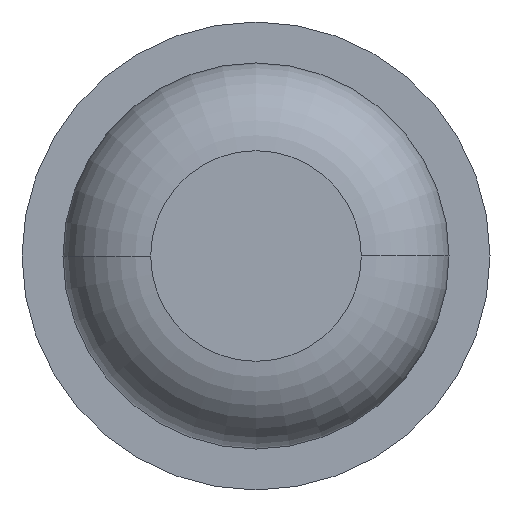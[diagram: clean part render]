
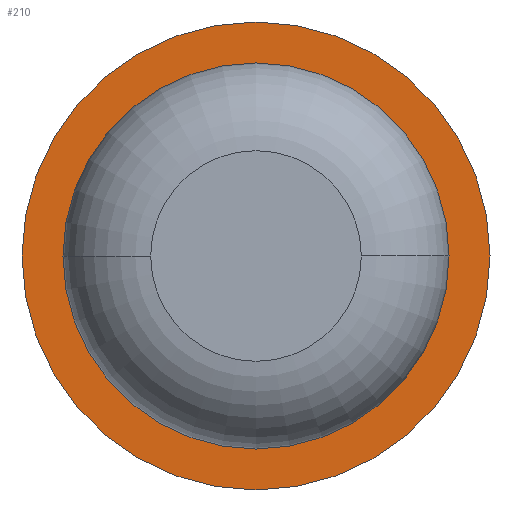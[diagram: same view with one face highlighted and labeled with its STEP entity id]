
A CAD part, front view. The second image highlights one B-rep face of the part: STEP entity #210.
In plain terms, the highlighted planar face has unit normal (0, -1, 0).
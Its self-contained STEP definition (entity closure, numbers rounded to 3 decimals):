
#56 = DIRECTION ( 'NONE',  ( 0., 1., 0. ) ) ;
#210 = ADVANCED_FACE ( 'Defeature ausgef�hrt1_17', ( #1394, #2047 ), #324, .F. ) ;
#324 = PLANE ( 'NONE',  #4189 ) ;
#659 = ORIENTED_EDGE ( 'NONE', *, *, #3160, .T. ) ;
#662 = CARTESIAN_POINT ( 'NONE',  ( 0.825, -6., 0. ) ) ;
#667 = DIRECTION ( 'NONE',  ( 0., 1., 0. ) ) ;
#695 = ORIENTED_EDGE ( 'NONE', *, *, #1023, .T. ) ;
#836 = CARTESIAN_POINT ( 'NONE',  ( 0., -6., 0. ) ) ;
#999 = VERTEX_POINT ( 'NONE', #1481 ) ;
#1009 = CIRCLE ( 'NONE', #2014, 1. ) ;
#1023 = EDGE_CURVE ( 'Defeature ausgef�hrt1_17+Defeature ausgef�hrt1_12+Defeature ausgef�hrt1_12+Defeature ausgef�hrt1_12', #2587, #999, #3413, .T. ) ;
#1053 = DIRECTION ( 'NONE',  ( -1., 0., 0. ) ) ;
#1055 = AXIS2_PLACEMENT_3D ( 'NONE', #1895, #3552, #1224 ) ;
#1069 = EDGE_CURVE ( 'Defeature ausgef�hrt1_18+Defeature ausgef�hrt1_17+Defeature ausgef�hrt1_17+Defeature ausgef�hrt1_17', #2023, #1286, #1729, .T. ) ;
#1224 = DIRECTION ( 'NONE',  ( -1., 0., 0. ) ) ;
#1286 = VERTEX_POINT ( 'NONE', #3507 ) ;
#1322 = DIRECTION ( 'NONE',  ( -1., 0., 0. ) ) ;
#1335 = CARTESIAN_POINT ( 'NONE',  ( 0., -6., 0. ) ) ;
#1394 = FACE_OUTER_BOUND ( 'NONE', #1661, .T. ) ;
#1481 = CARTESIAN_POINT ( 'NONE',  ( 0.825, -6., 0. ) ) ;
#1523 = AXIS2_PLACEMENT_3D ( 'NONE', #836, #667, #3328 ) ;
#1661 = EDGE_LOOP ( 'NONE', ( #1809, #3338 ) ) ;
#1729 = CIRCLE ( 'NONE', #1523, 1. ) ;
#1809 = ORIENTED_EDGE ( 'NONE', *, *, #3468, .F. ) ;
#1895 = CARTESIAN_POINT ( 'NONE',  ( 0., -6., 0. ) ) ;
#2014 = AXIS2_PLACEMENT_3D ( 'NONE', #3837, #3853, #2210 ) ;
#2023 = VERTEX_POINT ( 'NONE', #2083 ) ;
#2047 = FACE_BOUND ( 'NONE', #3233, .T. ) ;
#2083 = CARTESIAN_POINT ( 'NONE',  ( 1., -6., 0. ) ) ;
#2210 = DIRECTION ( 'NONE',  ( -1., 0., 0. ) ) ;
#2384 = AXIS2_PLACEMENT_3D ( 'NONE', #1335, #56, #1322 ) ;
#2587 = VERTEX_POINT ( 'NONE', #2694 ) ;
#2694 = CARTESIAN_POINT ( 'NONE',  ( -0.825, -6., 0. ) ) ;
#3160 = EDGE_CURVE ( 'Defeature ausgef�hrt1_17+Defeature ausgef�hrt1_12+Defeature ausgef�hrt1_12+Defeature ausgef�hrt1_12', #999, #2587, #3754, .T. ) ;
#3233 = EDGE_LOOP ( 'NONE', ( #695, #659 ) ) ;
#3321 = DIRECTION ( 'NONE',  ( 0., 1., 0. ) ) ;
#3328 = DIRECTION ( 'NONE',  ( -1., 0., 0. ) ) ;
#3338 = ORIENTED_EDGE ( 'NONE', *, *, #1069, .F. ) ;
#3413 = CIRCLE ( 'NONE', #1055, 0.825 ) ;
#3468 = EDGE_CURVE ( 'Defeature ausgef�hrt1_18+Defeature ausgef�hrt1_17+Defeature ausgef�hrt1_17+Defeature ausgef�hrt1_17', #1286, #2023, #1009, .T. ) ;
#3507 = CARTESIAN_POINT ( 'NONE',  ( -1., -6., 0. ) ) ;
#3552 = DIRECTION ( 'NONE',  ( 0., 1., 0. ) ) ;
#3754 = CIRCLE ( 'NONE', #2384, 0.825 ) ;
#3837 = CARTESIAN_POINT ( 'NONE',  ( 0., -6., 0. ) ) ;
#3853 = DIRECTION ( 'NONE',  ( 0., 1., 0. ) ) ;
#4189 = AXIS2_PLACEMENT_3D ( 'NONE', #662, #3321, #1053 ) ;
